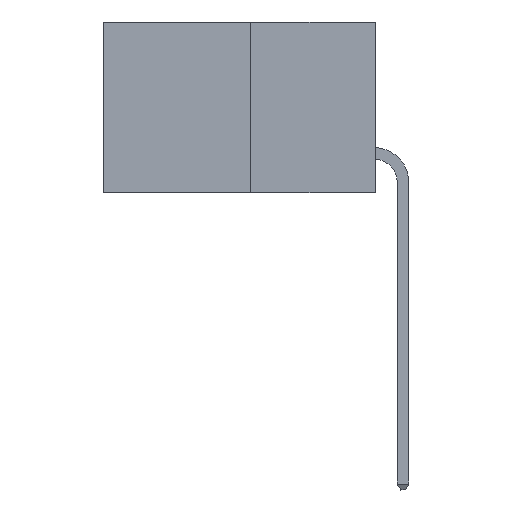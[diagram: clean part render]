
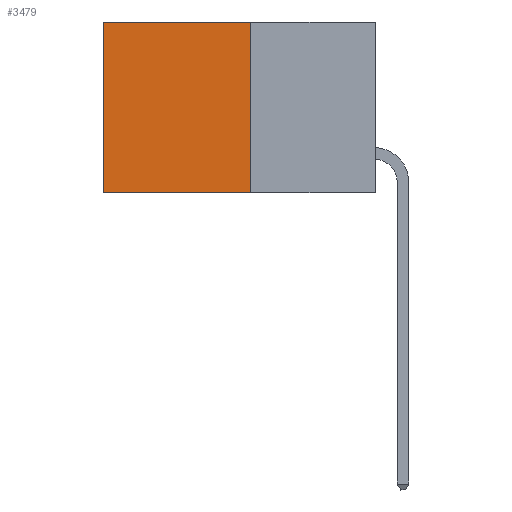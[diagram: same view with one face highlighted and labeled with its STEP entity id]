
A CAD part, left-side view. The second image highlights one B-rep face of the part: STEP entity #3479.
In plain terms, the highlighted planar face has unit normal (-1, 0, 0).
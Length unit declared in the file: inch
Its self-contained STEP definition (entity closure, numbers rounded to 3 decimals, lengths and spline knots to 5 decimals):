
#913 = LINE ( 'NONE', #1649, #8974 ) ;
#1092 = VERTEX_POINT ( 'NONE', #2567 ) ;
#1275 = VERTEX_POINT ( 'NONE', #1280 ) ;
#1280 = CARTESIAN_POINT ( 'NONE',  ( 0.277, 0.27, 0. ) ) ;
#1406 = FACE_OUTER_BOUND ( 'NONE', #9390, .T. ) ;
#1618 = CARTESIAN_POINT ( 'NONE',  ( 0.277, 0.59, 0. ) ) ;
#1641 = DIRECTION ( 'NONE',  ( 0., 0., -1. ) ) ;
#1649 = CARTESIAN_POINT ( 'NONE',  ( 0.277, 0.27, -0.37 ) ) ;
#1781 = DIRECTION ( 'NONE',  ( 0., 1., 0. ) ) ;
#2183 = CARTESIAN_POINT ( 'NONE',  ( 0.277, 0.27, 0. ) ) ;
#2219 = DIRECTION ( 'NONE',  ( 0., 1., 0. ) ) ;
#2567 = CARTESIAN_POINT ( 'NONE',  ( 0.277, 0.59, -0.37 ) ) ;
#3134 = DIRECTION ( 'NONE',  ( 0., 0., -1. ) ) ;
#3479 = ADVANCED_FACE ( 'NONE', ( #1406 ), #9101, .F. ) ;
#3742 = DIRECTION ( 'NONE',  ( 1., 0., 0. ) ) ;
#4202 = VECTOR ( 'NONE', #7789, 39.37008 ) ;
#4747 = EDGE_CURVE ( 'NONE', #6172, #1092, #7435, .T. ) ;
#4947 = ORIENTED_EDGE ( 'NONE', *, *, #7731, .T. ) ;
#4965 = ORIENTED_EDGE ( 'NONE', *, *, #9283, .F. ) ;
#5142 = ORIENTED_EDGE ( 'NONE', *, *, #4747, .F. ) ;
#5169 = VECTOR ( 'NONE', #2219, 39.37008 ) ;
#5350 = VECTOR ( 'NONE', #1781, 39.37008 ) ;
#5698 = AXIS2_PLACEMENT_3D ( 'NONE', #8067, #3742, #3134 ) ;
#6172 = VERTEX_POINT ( 'NONE', #9668 ) ;
#6300 = LINE ( 'NONE', #7740, #4202 ) ;
#6816 = CARTESIAN_POINT ( 'NONE',  ( 0.277, 0.27, -0.37 ) ) ;
#7171 = LINE ( 'NONE', #2183, #5169 ) ;
#7380 = EDGE_CURVE ( 'NONE', #9855, #1092, #6300, .T. ) ;
#7435 = LINE ( 'NONE', #6816, #5350 ) ;
#7509 = ORIENTED_EDGE ( 'NONE', *, *, #7380, .T. ) ;
#7731 = EDGE_CURVE ( 'NONE', #1275, #9855, #7171, .T. ) ;
#7740 = CARTESIAN_POINT ( 'NONE',  ( 0.277, 0.59, -0.37 ) ) ;
#7789 = DIRECTION ( 'NONE',  ( 0., 0., -1. ) ) ;
#8067 = CARTESIAN_POINT ( 'NONE',  ( 0.277, 0.27, -0.37 ) ) ;
#8974 = VECTOR ( 'NONE', #1641, 39.37008 ) ;
#9101 = PLANE ( 'NONE',  #5698 ) ;
#9283 = EDGE_CURVE ( 'NONE', #1275, #6172, #913, .T. ) ;
#9390 = EDGE_LOOP ( 'NONE', ( #7509, #5142, #4965, #4947 ) ) ;
#9668 = CARTESIAN_POINT ( 'NONE',  ( 0.277, 0.27, -0.37 ) ) ;
#9855 = VERTEX_POINT ( 'NONE', #1618 ) ;
